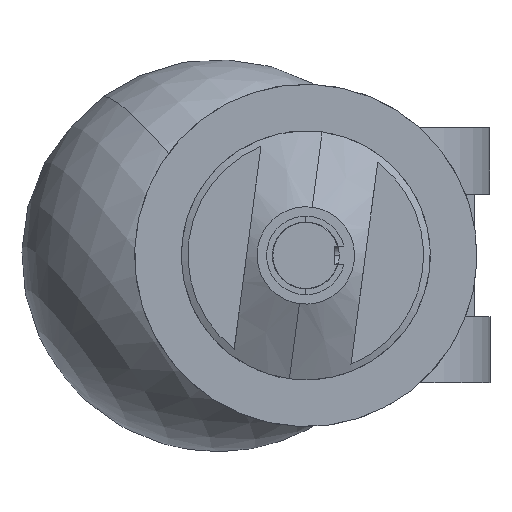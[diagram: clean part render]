
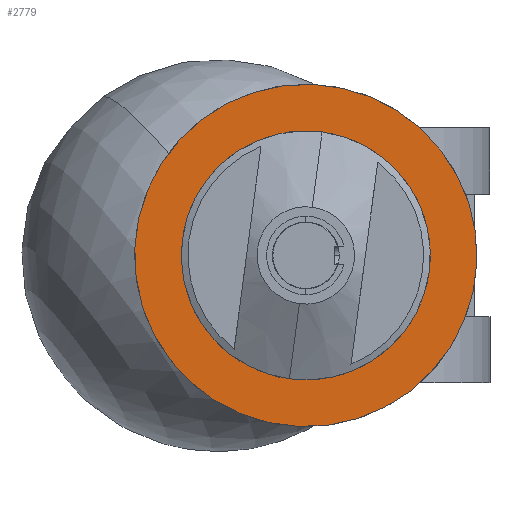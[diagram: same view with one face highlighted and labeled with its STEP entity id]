
A CAD part, left-side view. The second image highlights one B-rep face of the part: STEP entity #2779.
In plain terms, the highlighted planar face has unit normal (-1, 0, 0).
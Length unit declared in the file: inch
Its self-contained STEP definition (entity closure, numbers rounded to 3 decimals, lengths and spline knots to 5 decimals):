
#103 = CARTESIAN_POINT ( 'NONE',  ( -0.2745, -0.5037, -0.20811 ) ) ;
#244 = EDGE_CURVE ( 'NONE', #1562, #5836, #7502, .T. ) ;
#489 = CIRCLE ( 'NONE', #12545, 0.3965 ) ;
#920 = CARTESIAN_POINT ( 'NONE',  ( -0.2745, 0., 0. ) ) ;
#974 = CARTESIAN_POINT ( 'NONE',  ( -0.2745, 0., 0. ) ) ;
#1140 = AXIS2_PLACEMENT_3D ( 'NONE', #3318, #7601, #3243 ) ;
#1440 = EDGE_CURVE ( 'NONE', #7221, #9250, #11376, .T. ) ;
#1562 = VERTEX_POINT ( 'NONE', #3427 ) ;
#2779 = ADVANCED_FACE ( 'NONE', ( #5305, #7333 ), #9604, .F. ) ;
#3015 = CIRCLE ( 'NONE', #13778, 0.545 ) ;
#3140 = CARTESIAN_POINT ( 'NONE',  ( -0.2745, 0.36646, 0.1514 ) ) ;
#3243 = DIRECTION ( 'NONE',  ( 0., 0.924, 0.382 ) ) ;
#3318 = CARTESIAN_POINT ( 'NONE',  ( -0.2745, -0.20811, 0.5037 ) ) ;
#3427 = CARTESIAN_POINT ( 'NONE',  ( -0.2745, 0.5037, 0.20811 ) ) ;
#3746 = CARTESIAN_POINT ( 'NONE',  ( -0.2745, 0., 0. ) ) ;
#4056 = DIRECTION ( 'NONE',  ( 0., -0.924, -0.382 ) ) ;
#4153 = ORIENTED_EDGE ( 'NONE', *, *, #7099, .T. ) ;
#5089 = CARTESIAN_POINT ( 'NONE',  ( -0.2745, 0., 0. ) ) ;
#5222 = DIRECTION ( 'NONE',  ( 0., -0.924, -0.382 ) ) ;
#5305 = FACE_BOUND ( 'NONE', #11464, .T. ) ;
#5836 = VERTEX_POINT ( 'NONE', #103 ) ;
#6612 = ORIENTED_EDGE ( 'NONE', *, *, #1440, .F. ) ;
#7099 = EDGE_CURVE ( 'NONE', #5836, #1562, #3015, .T. ) ;
#7160 = DIRECTION ( 'NONE',  ( 0., -0.924, -0.382 ) ) ;
#7221 = VERTEX_POINT ( 'NONE', #9089 ) ;
#7333 = FACE_OUTER_BOUND ( 'NONE', #11618, .T. ) ;
#7502 = CIRCLE ( 'NONE', #8125, 0.545 ) ;
#7601 = DIRECTION ( 'NONE',  ( 1., 0., 0. ) ) ;
#8125 = AXIS2_PLACEMENT_3D ( 'NONE', #5089, #13606, #9322 ) ;
#8386 = ORIENTED_EDGE ( 'NONE', *, *, #244, .T. ) ;
#8532 = DIRECTION ( 'NONE',  ( -1., 0., 0. ) ) ;
#9089 = CARTESIAN_POINT ( 'NONE',  ( -0.2745, -0.36646, -0.1514 ) ) ;
#9250 = VERTEX_POINT ( 'NONE', #3140 ) ;
#9322 = DIRECTION ( 'NONE',  ( 0., -0.924, -0.382 ) ) ;
#9604 = PLANE ( 'NONE',  #1140 ) ;
#11376 = CIRCLE ( 'NONE', #12674, 0.3965 ) ;
#11464 = EDGE_LOOP ( 'NONE', ( #6612, #12714 ) ) ;
#11618 = EDGE_LOOP ( 'NONE', ( #4153, #8386 ) ) ;
#12305 = DIRECTION ( 'NONE',  ( -1., 0., 0. ) ) ;
#12545 = AXIS2_PLACEMENT_3D ( 'NONE', #3746, #12305, #7160 ) ;
#12674 = AXIS2_PLACEMENT_3D ( 'NONE', #974, #13781, #4056 ) ;
#12714 = ORIENTED_EDGE ( 'NONE', *, *, #12723, .F. ) ;
#12723 = EDGE_CURVE ( 'NONE', #9250, #7221, #489, .T. ) ;
#13606 = DIRECTION ( 'NONE',  ( -1., 0., 0. ) ) ;
#13778 = AXIS2_PLACEMENT_3D ( 'NONE', #920, #8532, #5222 ) ;
#13781 = DIRECTION ( 'NONE',  ( -1., 0., 0. ) ) ;
